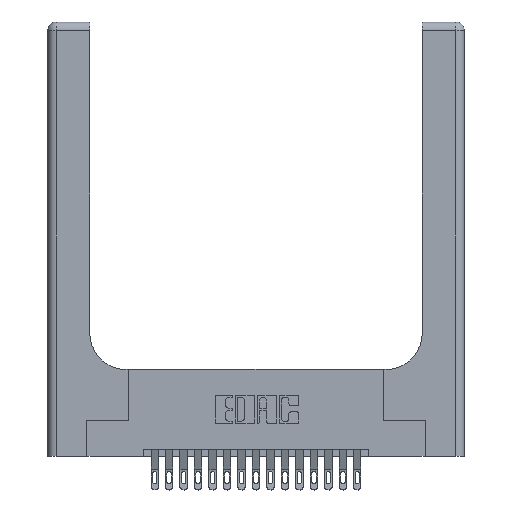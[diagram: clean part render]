
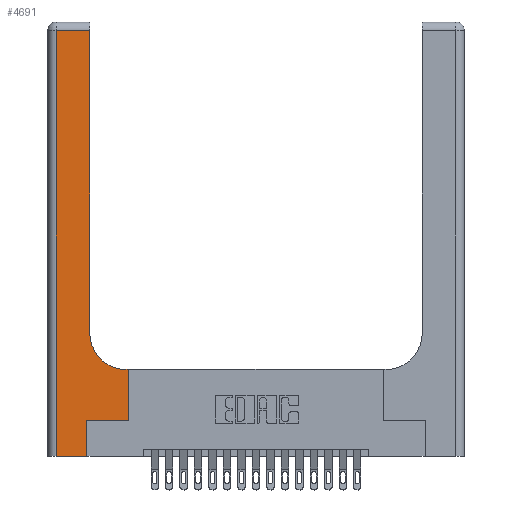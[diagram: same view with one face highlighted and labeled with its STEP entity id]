
A CAD part, top view. The second image highlights one B-rep face of the part: STEP entity #4691.
In plain terms, the highlighted planar face has unit normal (0, 0, 1).
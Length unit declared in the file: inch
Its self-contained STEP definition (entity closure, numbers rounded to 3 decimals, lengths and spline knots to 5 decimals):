
#223 = CARTESIAN_POINT ( 'NONE',  ( 0.2915, 0.6, 0.37 ) ) ;
#404 = DIRECTION ( 'NONE',  ( 1., 0., 0. ) ) ;
#443 = EDGE_CURVE ( 'NONE', #10951, #13210, #18918, .T. ) ;
#882 = VERTEX_POINT ( 'NONE', #11241 ) ;
#934 = CARTESIAN_POINT ( 'NONE',  ( 0.5585, 0.25, 0.37 ) ) ;
#980 = ORIENTED_EDGE ( 'NONE', *, *, #16880, .T. ) ;
#1607 = EDGE_LOOP ( 'NONE', ( #11756, #17154, #6236, #980, #13518, #12737, #1681, #8586, #9507 ) ) ;
#1650 = CARTESIAN_POINT ( 'NONE',  ( 0.2915, 2.94, 0.37 ) ) ;
#1681 = ORIENTED_EDGE ( 'NONE', *, *, #14714, .T. ) ;
#1786 = VERTEX_POINT ( 'NONE', #934 ) ;
#1904 = EDGE_CURVE ( 'NONE', #13210, #6887, #7378, .T. ) ;
#1944 = VECTOR ( 'NONE', #8536, 39.37008 ) ;
#2084 = LINE ( 'NONE', #10902, #14070 ) ;
#2332 = VECTOR ( 'NONE', #5940, 39.37008 ) ;
#3008 = CARTESIAN_POINT ( 'NONE',  ( 0., 3., 0.37 ) ) ;
#3354 = VECTOR ( 'NONE', #404, 39.37008 ) ;
#3816 = EDGE_CURVE ( 'NONE', #6887, #12902, #2084, .T. ) ;
#4127 = CARTESIAN_POINT ( 'NONE',  ( 0., 2.94, 0.37 ) ) ;
#4169 = CARTESIAN_POINT ( 'NONE',  ( 0.06, 0., 0.37 ) ) ;
#4322 = DIRECTION ( 'NONE',  ( 0., 1., 0. ) ) ;
#4682 = CARTESIAN_POINT ( 'NONE',  ( 0.5585, 0.6, 0.37 ) ) ;
#4685 = DIRECTION ( 'NONE',  ( 0., 0., -1. ) ) ;
#4691 = ADVANCED_FACE ( 'NONE', ( #16800 ), #14364, .F. ) ;
#5428 = CARTESIAN_POINT ( 'NONE',  ( 0.2915, 0.85, 0.37 ) ) ;
#5795 = VERTEX_POINT ( 'NONE', #11084 ) ;
#5940 = DIRECTION ( 'NONE',  ( 1., 0., 0. ) ) ;
#6236 = ORIENTED_EDGE ( 'NONE', *, *, #3816, .T. ) ;
#6887 = VERTEX_POINT ( 'NONE', #15580 ) ;
#7378 = LINE ( 'NONE', #4127, #11650 ) ;
#7384 = DIRECTION ( 'NONE',  ( -1., 0., 0. ) ) ;
#8536 = DIRECTION ( 'NONE',  ( -1., 0., 0. ) ) ;
#8586 = ORIENTED_EDGE ( 'NONE', *, *, #20628, .T. ) ;
#8719 = VERTEX_POINT ( 'NONE', #10104 ) ;
#9190 = DIRECTION ( 'NONE',  ( 0., 0., -1. ) ) ;
#9507 = ORIENTED_EDGE ( 'NONE', *, *, #13327, .T. ) ;
#10104 = CARTESIAN_POINT ( 'NONE',  ( 0.269, 0., 0.37 ) ) ;
#10214 = LINE ( 'NONE', #10594, #14466 ) ;
#10594 = CARTESIAN_POINT ( 'NONE',  ( 0.5585, 0.25, 0.37 ) ) ;
#10681 = EDGE_CURVE ( 'NONE', #8719, #5795, #19569, .T. ) ;
#10902 = CARTESIAN_POINT ( 'NONE',  ( 0.06, 3., 0.37 ) ) ;
#10951 = VERTEX_POINT ( 'NONE', #5428 ) ;
#11084 = CARTESIAN_POINT ( 'NONE',  ( 0.269, 0.25, 0.37 ) ) ;
#11140 = VECTOR ( 'NONE', #4322, 39.37008 ) ;
#11241 = CARTESIAN_POINT ( 'NONE',  ( 0.5415, 0.6, 0.37 ) ) ;
#11650 = VECTOR ( 'NONE', #7384, 39.37008 ) ;
#11756 = ORIENTED_EDGE ( 'NONE', *, *, #443, .T. ) ;
#12737 = ORIENTED_EDGE ( 'NONE', *, *, #13420, .T. ) ;
#12902 = VERTEX_POINT ( 'NONE', #4169 ) ;
#13210 = VERTEX_POINT ( 'NONE', #1650 ) ;
#13327 = EDGE_CURVE ( 'NONE', #882, #10951, #17255, .T. ) ;
#13420 = EDGE_CURVE ( 'NONE', #5795, #1786, #20419, .T. ) ;
#13518 = ORIENTED_EDGE ( 'NONE', *, *, #10681, .T. ) ;
#13519 = CARTESIAN_POINT ( 'NONE',  ( 0.269, 0.25, 0.37 ) ) ;
#14070 = VECTOR ( 'NONE', #20361, 39.37008 ) ;
#14364 = PLANE ( 'NONE',  #18278 ) ;
#14466 = VECTOR ( 'NONE', #20089, 39.37008 ) ;
#14688 = VECTOR ( 'NONE', #16002, 39.37008 ) ;
#14714 = EDGE_CURVE ( 'NONE', #1786, #17023, #10214, .T. ) ;
#15318 = LINE ( 'NONE', #18720, #2332 ) ;
#15473 = AXIS2_PLACEMENT_3D ( 'NONE', #18691, #9190, #20241 ) ;
#15580 = CARTESIAN_POINT ( 'NONE',  ( 0.06, 2.94, 0.37 ) ) ;
#15611 = CARTESIAN_POINT ( 'NONE',  ( 0.269, 0., 0.37 ) ) ;
#15942 = DIRECTION ( 'NONE',  ( -1., 0., 0. ) ) ;
#16002 = DIRECTION ( 'NONE',  ( 0., 1., 0. ) ) ;
#16073 = CARTESIAN_POINT ( 'NONE',  ( 0.2915, 3., 0.37 ) ) ;
#16800 = FACE_OUTER_BOUND ( 'NONE', #1607, .T. ) ;
#16880 = EDGE_CURVE ( 'NONE', #12902, #8719, #15318, .T. ) ;
#17023 = VERTEX_POINT ( 'NONE', #4682 ) ;
#17154 = ORIENTED_EDGE ( 'NONE', *, *, #1904, .T. ) ;
#17255 = CIRCLE ( 'NONE', #15473, 0.25 ) ;
#18278 = AXIS2_PLACEMENT_3D ( 'NONE', #3008, #4685, #15942 ) ;
#18691 = CARTESIAN_POINT ( 'NONE',  ( 0.5415, 0.85, 0.37 ) ) ;
#18720 = CARTESIAN_POINT ( 'NONE',  ( 0., 0., 0.37 ) ) ;
#18918 = LINE ( 'NONE', #16073, #14688 ) ;
#19137 = LINE ( 'NONE', #223, #1944 ) ;
#19569 = LINE ( 'NONE', #15611, #11140 ) ;
#20089 = DIRECTION ( 'NONE',  ( 0., 1., 0. ) ) ;
#20241 = DIRECTION ( 'NONE',  ( 1., 0., 0. ) ) ;
#20361 = DIRECTION ( 'NONE',  ( 0., -1., 0. ) ) ;
#20419 = LINE ( 'NONE', #13519, #3354 ) ;
#20628 = EDGE_CURVE ( 'NONE', #17023, #882, #19137, .T. ) ;
